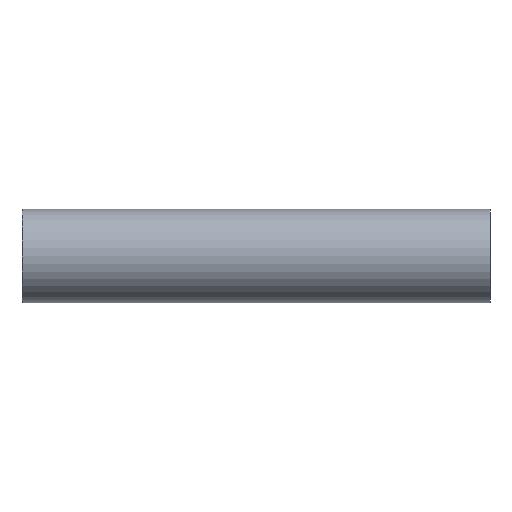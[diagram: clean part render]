
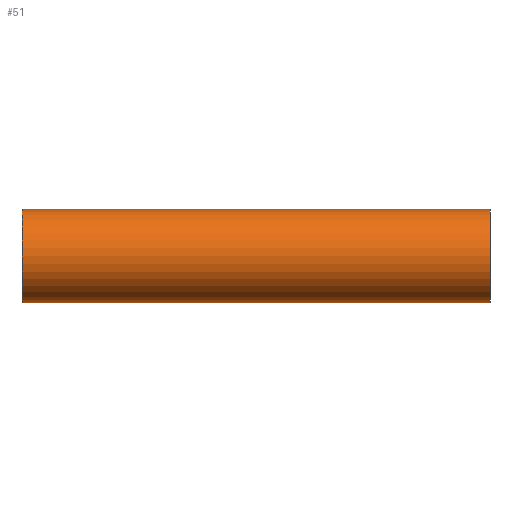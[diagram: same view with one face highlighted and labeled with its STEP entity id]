
A CAD part, front view. The second image highlights one B-rep face of the part: STEP entity #51.
In plain terms, the highlighted cylindrical face has radius 500 mm (diameter 1000 mm), a partial arc.
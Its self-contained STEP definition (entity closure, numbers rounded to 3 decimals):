
#51 = ADVANCED_FACE( '', ( #121 ), #122, .T. );
#55 = EDGE_CURVE( '', #63, #97, #126, .T. );
#61 = VERTEX_POINT( '', #136 );
#63 = VERTEX_POINT( '', #138 );
#73 = EDGE_CURVE( '', #61, #63, #149, .T. );
#75 = EDGE_CURVE( '', #101, #61, #151, .T. );
#97 = VERTEX_POINT( '', #175 );
#99 = EDGE_CURVE( '', #97, #101, #177, .T. );
#101 = VERTEX_POINT( '', #179 );
#121 = FACE_OUTER_BOUND( '', #189, .T. );
#122 = CYLINDRICAL_SURFACE( '', #190, 500. );
#126 = LINE( '', #196, #197 );
#136 = CARTESIAN_POINT( '', ( 5000., 0., -500. ) );
#138 = CARTESIAN_POINT( '', ( 5000., 0., 500. ) );
#149 = CIRCLE( '', #225, 500. );
#151 = LINE( '', #228, #229 );
#175 = CARTESIAN_POINT( '', ( 0., 0., 500. ) );
#177 = CIRCLE( '', #260, 500. );
#179 = CARTESIAN_POINT( '', ( 0., 0., -500. ) );
#189 = EDGE_LOOP( '', ( #267, #268, #269, #270 ) );
#190 = AXIS2_PLACEMENT_3D( '', #271, #272, #273 );
#196 = CARTESIAN_POINT( '', ( 0., 0., 500. ) );
#197 = VECTOR( '', #277, 1. );
#225 = AXIS2_PLACEMENT_3D( '', #309, #310, #311 );
#228 = CARTESIAN_POINT( '', ( 0., 0., -500. ) );
#229 = VECTOR( '', #312, 1. );
#260 = AXIS2_PLACEMENT_3D( '', #340, #341, #342 );
#267 = ORIENTED_EDGE( '', *, *, #75, .T. );
#268 = ORIENTED_EDGE( '', *, *, #73, .T. );
#269 = ORIENTED_EDGE( '', *, *, #55, .T. );
#270 = ORIENTED_EDGE( '', *, *, #99, .T. );
#271 = CARTESIAN_POINT( '', ( 0., 0., 0. ) );
#272 = DIRECTION( '', ( -1., 0., 0. ) );
#273 = DIRECTION( '', ( 0., 0., -1. ) );
#277 = DIRECTION( '', ( -1., 0., 0. ) );
#309 = CARTESIAN_POINT( '', ( 5000., 0., 0. ) );
#310 = DIRECTION( '', ( -1., 0., 0. ) );
#311 = DIRECTION( '', ( 0., 0., -1. ) );
#312 = DIRECTION( '', ( 1., 0., 0. ) );
#340 = CARTESIAN_POINT( '', ( 0., 0., 0. ) );
#341 = DIRECTION( '', ( 1., 0., 0. ) );
#342 = DIRECTION( '', ( 0., 0., -1. ) );
